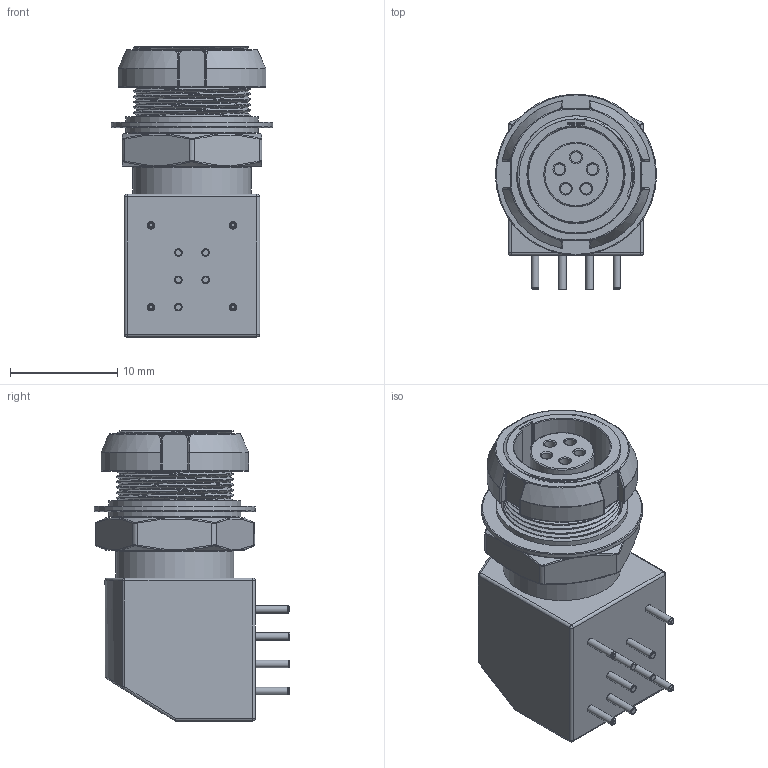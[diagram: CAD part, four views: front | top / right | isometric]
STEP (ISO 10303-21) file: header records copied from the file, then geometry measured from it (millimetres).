
FILE_DESCRIPTION(/* description */ (''),/* implementation_level */ '2;1');
FILE_NAME(/* name */ 'EXG.1B v15.step',/* time_stamp */ '2021-04-14T16:40:28+09:00',/* author */ (''),/* organization */ (''),/* preprocessor_version */ 'ST-DEVELOPER v18.1',/* originating_system */ 'Autodesk Translation Framework v10.6.0.1341',/* authorisation */ '');
FILE_SCHEMA (('AUTOMOTIVE_DESIGN { 1 0 10303 214 3 1 1 }'));
Length unit declared in the file: millimetre
Products named in the file (5): EXG.1B; Main Body; Outer Nut; Nut; Washer
Assembly tree (4 placements, depth 2):
  EXG.1B
    Main Body
    Outer Nut
    Nut
    Washer
Bounding box: 15 x 18.2 x 27 mm (x, y, z)
Volume: 3287.8 mm3; surface area: 3504.1 mm2
Topology: 4 solids, 4 shells, 480 faces, 1104 edges, 652 vertices
Faces by surface type: cylinder 176, bspline 117, torus 59, plane 54, sphere 54, cone 20
Full cylindrical faces by diameter (mm): 0.7 x9, 1 x5, 6 x1, 9 x1, 10.351 x21, 10.529 x10, 10.927 x22, 11 x1, 11.092 x10, 11.3 x1, 12.3 x2, 15 x1
Entity records: 28664 total; most frequent: CARTESIAN_POINT 18362, ORIENTED_EDGE 2208, DIRECTION 1938, EDGE_CURVE 1104, AXIS2_PLACEMENT_3D 848, VERTEX_POINT 652, EDGE_LOOP 506, FACE_OUTER_BOUND 480
